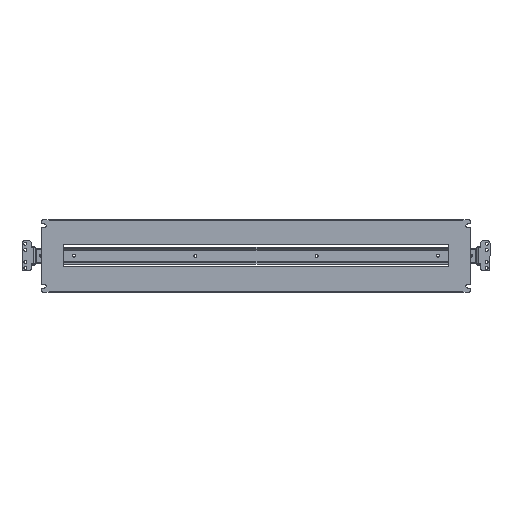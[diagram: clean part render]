
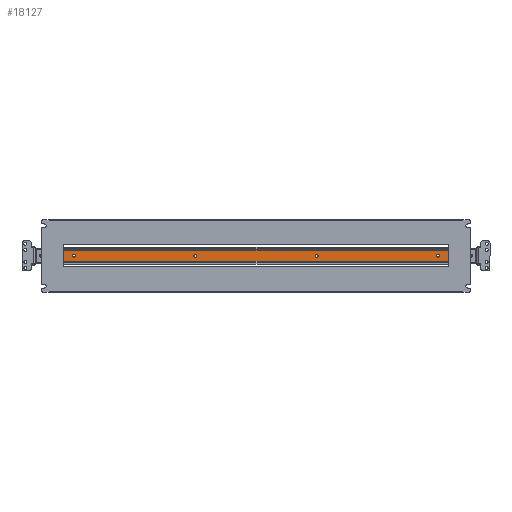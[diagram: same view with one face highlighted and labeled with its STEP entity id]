
A CAD part, top view. The second image highlights one B-rep face of the part: STEP entity #18127.
In plain terms, the highlighted planar face has unit normal (0, 0, 1).
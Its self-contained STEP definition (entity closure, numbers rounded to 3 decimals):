
#270 = DIRECTION ( 'NONE',  ( 0., -1., 0. ) ) ;
#369 = VERTEX_POINT ( 'NONE', #11655 ) ;
#514 = CARTESIAN_POINT ( 'NONE',  ( -425., -11.2, -61.3 ) ) ;
#533 = DIRECTION ( 'NONE',  ( 0., -1., 0. ) ) ;
#943 = FACE_BOUND ( 'NONE', #11102, .T. ) ;
#1275 = AXIS2_PLACEMENT_3D ( 'NONE', #27501, #7234, #533 ) ;
#1821 = ORIENTED_EDGE ( 'NONE', *, *, #24822, .F. ) ;
#1887 = CARTESIAN_POINT ( 'NONE',  ( 125., -2.6, -61.3 ) ) ;
#1977 = CARTESIAN_POINT ( 'NONE',  ( 425., -13., -61.3 ) ) ;
#2369 = DIRECTION ( 'NONE',  ( 0., 0., -1. ) ) ;
#2656 = CARTESIAN_POINT ( 'NONE',  ( 375., 3.6, -61.3 ) ) ;
#2743 = FACE_OUTER_BOUND ( 'NONE', #22501, .T. ) ;
#2886 = AXIS2_PLACEMENT_3D ( 'NONE', #16700, #21177, #18799 ) ;
#3958 = AXIS2_PLACEMENT_3D ( 'NONE', #24996, #22853, #270 ) ;
#4036 = AXIS2_PLACEMENT_3D ( 'NONE', #5394, #5691, #28117 ) ;
#4607 = EDGE_CURVE ( 'NONE', #369, #17883, #14891, .T. ) ;
#4745 = EDGE_LOOP ( 'NONE', ( #9498, #1821 ) ) ;
#4779 = CIRCLE ( 'NONE', #28774, 3.1 ) ;
#5026 = DIRECTION ( 'NONE',  ( 0., 0., 1. ) ) ;
#5336 = CIRCLE ( 'NONE', #1275, 3.1 ) ;
#5394 = CARTESIAN_POINT ( 'NONE',  ( 375., 0.5, -61.3 ) ) ;
#5555 = CIRCLE ( 'NONE', #10856, 3.1 ) ;
#5691 = DIRECTION ( 'NONE',  ( 0., 0., 1. ) ) ;
#6029 = AXIS2_PLACEMENT_3D ( 'NONE', #21897, #23772, #26015 ) ;
#6183 = EDGE_CURVE ( 'NONE', #14235, #25241, #11879, .T. ) ;
#6933 = VECTOR ( 'NONE', #21939, 1000. ) ;
#7003 = ORIENTED_EDGE ( 'NONE', *, *, #14702, .F. ) ;
#7234 = DIRECTION ( 'NONE',  ( 0., 0., 1. ) ) ;
#7757 = ORIENTED_EDGE ( 'NONE', *, *, #12791, .F. ) ;
#7837 = CARTESIAN_POINT ( 'NONE',  ( 425., -11.2, -61.3 ) ) ;
#8256 = DIRECTION ( 'NONE',  ( 0., 0., 1. ) ) ;
#8337 = CARTESIAN_POINT ( 'NONE',  ( -125., 0.5, -61.3 ) ) ;
#8386 = VERTEX_POINT ( 'NONE', #18789 ) ;
#8641 = VERTEX_POINT ( 'NONE', #25960 ) ;
#9099 = VECTOR ( 'NONE', #25911, 1000. ) ;
#9225 = ORIENTED_EDGE ( 'NONE', *, *, #13520, .T. ) ;
#9488 = CARTESIAN_POINT ( 'NONE',  ( 375., 0.5, -61.3 ) ) ;
#9498 = ORIENTED_EDGE ( 'NONE', *, *, #28036, .F. ) ;
#9865 = VECTOR ( 'NONE', #23609, 1000. ) ;
#10271 = ORIENTED_EDGE ( 'NONE', *, *, #15118, .F. ) ;
#10431 = CIRCLE ( 'NONE', #3958, 3.1 ) ;
#10856 = AXIS2_PLACEMENT_3D ( 'NONE', #8337, #19463, #24284 ) ;
#10943 = EDGE_CURVE ( 'NONE', #25241, #17883, #24226, .T. ) ;
#11102 = EDGE_LOOP ( 'NONE', ( #13069, #16980 ) ) ;
#11362 = EDGE_CURVE ( 'NONE', #22208, #26352, #10431, .T. ) ;
#11655 = CARTESIAN_POINT ( 'NONE',  ( -425., 12.2, -61.3 ) ) ;
#11879 = LINE ( 'NONE', #26239, #6933 ) ;
#12285 = ORIENTED_EDGE ( 'NONE', *, *, #4607, .T. ) ;
#12368 = CARTESIAN_POINT ( 'NONE',  ( -125., -2.6, -61.3 ) ) ;
#12791 = EDGE_CURVE ( 'NONE', #8386, #21927, #13501, .T. ) ;
#12940 = CARTESIAN_POINT ( 'NONE',  ( 425., 12.2, -61.3 ) ) ;
#13069 = ORIENTED_EDGE ( 'NONE', *, *, #11362, .F. ) ;
#13103 = AXIS2_PLACEMENT_3D ( 'NONE', #1977, #2369, #13391 ) ;
#13391 = DIRECTION ( 'NONE',  ( 0., 1., 0. ) ) ;
#13501 = CIRCLE ( 'NONE', #4036, 3.1 ) ;
#13520 = EDGE_CURVE ( 'NONE', #14235, #369, #23967, .T. ) ;
#14235 = VERTEX_POINT ( 'NONE', #23730 ) ;
#14702 = EDGE_CURVE ( 'NONE', #21927, #8386, #4779, .T. ) ;
#14891 = LINE ( 'NONE', #15048, #26872 ) ;
#15026 = DIRECTION ( 'NONE',  ( 0., -1., 0. ) ) ;
#15048 = CARTESIAN_POINT ( 'NONE',  ( -425., -13., -61.3 ) ) ;
#15118 = EDGE_CURVE ( 'NONE', #16792, #27372, #25881, .T. ) ;
#16139 = DIRECTION ( 'NONE',  ( 0., -1., 0. ) ) ;
#16618 = ORIENTED_EDGE ( 'NONE', *, *, #6183, .F. ) ;
#16700 = CARTESIAN_POINT ( 'NONE',  ( -375., 0.5, -61.3 ) ) ;
#16792 = VERTEX_POINT ( 'NONE', #1887 ) ;
#16980 = ORIENTED_EDGE ( 'NONE', *, *, #17077, .F. ) ;
#17017 = DIRECTION ( 'NONE',  ( 0., -1., 0. ) ) ;
#17077 = EDGE_CURVE ( 'NONE', #26352, #22208, #18871, .T. ) ;
#17883 = VERTEX_POINT ( 'NONE', #514 ) ;
#18127 = ADVANCED_FACE ( 'NONE', ( #21757, #943, #2743, #19640, #21052 ), #21325, .F. ) ;
#18789 = CARTESIAN_POINT ( 'NONE',  ( 375., -2.6, -61.3 ) ) ;
#18799 = DIRECTION ( 'NONE',  ( 0., -1., 0. ) ) ;
#18871 = CIRCLE ( 'NONE', #2886, 3.1 ) ;
#19427 = VERTEX_POINT ( 'NONE', #12368 ) ;
#19463 = DIRECTION ( 'NONE',  ( 0., 0., 1. ) ) ;
#19640 = FACE_BOUND ( 'NONE', #20408, .T. ) ;
#20303 = CARTESIAN_POINT ( 'NONE',  ( 425., -11.2, -61.3 ) ) ;
#20408 = EDGE_LOOP ( 'NONE', ( #10271, #23947 ) ) ;
#20867 = ORIENTED_EDGE ( 'NONE', *, *, #10943, .F. ) ;
#21052 = FACE_BOUND ( 'NONE', #21905, .T. ) ;
#21177 = DIRECTION ( 'NONE',  ( 0., 0., 1. ) ) ;
#21325 = PLANE ( 'NONE',  #13103 ) ;
#21524 = CIRCLE ( 'NONE', #6029, 3.1 ) ;
#21757 = FACE_BOUND ( 'NONE', #4745, .T. ) ;
#21897 = CARTESIAN_POINT ( 'NONE',  ( 125., 0.5, -61.3 ) ) ;
#21905 = EDGE_LOOP ( 'NONE', ( #7757, #7003 ) ) ;
#21927 = VERTEX_POINT ( 'NONE', #2656 ) ;
#21939 = DIRECTION ( 'NONE',  ( 0., -1., 0. ) ) ;
#22208 = VERTEX_POINT ( 'NONE', #27209 ) ;
#22320 = CARTESIAN_POINT ( 'NONE',  ( -375., 3.6, -61.3 ) ) ;
#22501 = EDGE_LOOP ( 'NONE', ( #12285, #20867, #16618, #9225 ) ) ;
#22853 = DIRECTION ( 'NONE',  ( 0., 0., 1. ) ) ;
#23609 = DIRECTION ( 'NONE',  ( -1., 0., 0. ) ) ;
#23730 = CARTESIAN_POINT ( 'NONE',  ( 425., 12.2, -61.3 ) ) ;
#23772 = DIRECTION ( 'NONE',  ( 0., 0., 1. ) ) ;
#23947 = ORIENTED_EDGE ( 'NONE', *, *, #25052, .F. ) ;
#23967 = LINE ( 'NONE', #12940, #9865 ) ;
#24226 = LINE ( 'NONE', #7837, #9099 ) ;
#24284 = DIRECTION ( 'NONE',  ( 0., -1., 0. ) ) ;
#24822 = EDGE_CURVE ( 'NONE', #8641, #19427, #5336, .T. ) ;
#24996 = CARTESIAN_POINT ( 'NONE',  ( -375., 0.5, -61.3 ) ) ;
#25052 = EDGE_CURVE ( 'NONE', #27372, #16792, #21524, .T. ) ;
#25241 = VERTEX_POINT ( 'NONE', #20303 ) ;
#25243 = AXIS2_PLACEMENT_3D ( 'NONE', #26443, #8256, #15026 ) ;
#25881 = CIRCLE ( 'NONE', #25243, 3.1 ) ;
#25911 = DIRECTION ( 'NONE',  ( -1., 0., 0. ) ) ;
#25960 = CARTESIAN_POINT ( 'NONE',  ( -125., 3.6, -61.3 ) ) ;
#26015 = DIRECTION ( 'NONE',  ( 0., -1., 0. ) ) ;
#26239 = CARTESIAN_POINT ( 'NONE',  ( 425., -13., -61.3 ) ) ;
#26352 = VERTEX_POINT ( 'NONE', #22320 ) ;
#26443 = CARTESIAN_POINT ( 'NONE',  ( 125., 0.5, -61.3 ) ) ;
#26872 = VECTOR ( 'NONE', #17017, 1000. ) ;
#27209 = CARTESIAN_POINT ( 'NONE',  ( -375., -2.6, -61.3 ) ) ;
#27372 = VERTEX_POINT ( 'NONE', #28391 ) ;
#27501 = CARTESIAN_POINT ( 'NONE',  ( -125., 0.5, -61.3 ) ) ;
#28036 = EDGE_CURVE ( 'NONE', #19427, #8641, #5555, .T. ) ;
#28117 = DIRECTION ( 'NONE',  ( 0., -1., 0. ) ) ;
#28391 = CARTESIAN_POINT ( 'NONE',  ( 125., 3.6, -61.3 ) ) ;
#28774 = AXIS2_PLACEMENT_3D ( 'NONE', #9488, #5026, #16139 ) ;
